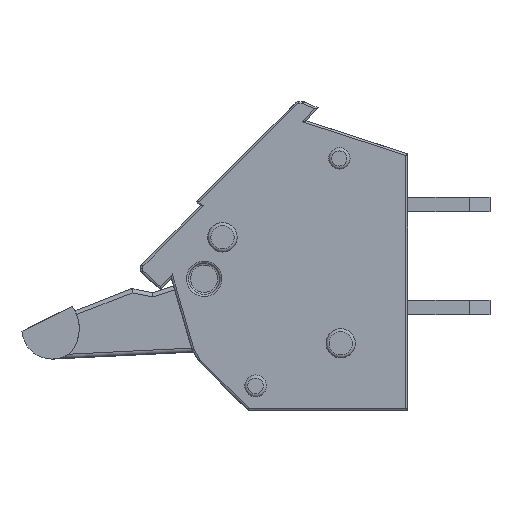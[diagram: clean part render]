
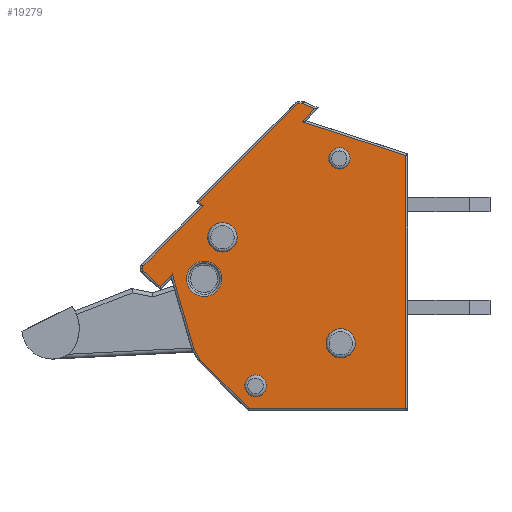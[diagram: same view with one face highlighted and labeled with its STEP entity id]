
A CAD part, left-side view. The second image highlights one B-rep face of the part: STEP entity #19279.
In plain terms, the highlighted planar face has unit normal (-1, 0, 0).
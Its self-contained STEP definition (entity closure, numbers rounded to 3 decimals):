
#120=FACE_BOUND('',#3087,.T.);
#121=FACE_BOUND('',#3088,.T.);
#122=FACE_BOUND('',#3089,.T.);
#123=FACE_BOUND('',#3090,.T.);
#124=FACE_BOUND('',#3091,.T.);
#1937=FACE_OUTER_BOUND('',#3086,.T.);
#3086=EDGE_LOOP('',(#17224,#17225,#17226,#17227,#17228,#17229,#17230,#17231,
#17232,#17233,#17234,#17235,#17236,#17237,#17238,#17239,#17240,#17241,#17242));
#3087=EDGE_LOOP('',(#17243));
#3088=EDGE_LOOP('',(#17244));
#3089=EDGE_LOOP('',(#17245));
#3090=EDGE_LOOP('',(#17246));
#3091=EDGE_LOOP('',(#17247));
#5140=LINE('',#32240,#7199);
#5141=LINE('',#32244,#7200);
#5142=LINE('',#32248,#7201);
#5143=LINE('',#32250,#7202);
#5144=LINE('',#32252,#7203);
#5145=LINE('',#32256,#7204);
#5146=LINE('',#32260,#7205);
#5147=LINE('',#32262,#7206);
#5148=LINE('',#32264,#7207);
#5149=LINE('',#32266,#7208);
#5150=LINE('',#32268,#7209);
#5151=LINE('',#32270,#7210);
#5152=LINE('',#32272,#7211);
#5153=LINE('',#32274,#7212);
#5154=LINE('',#32275,#7213);
#7199=VECTOR('',#26449,10.);
#7200=VECTOR('',#26452,10.);
#7201=VECTOR('',#26455,10.);
#7202=VECTOR('',#26456,10.);
#7203=VECTOR('',#26457,10.);
#7204=VECTOR('',#26460,10.);
#7205=VECTOR('',#26463,10.);
#7206=VECTOR('',#26464,10.);
#7207=VECTOR('',#26465,10.);
#7208=VECTOR('',#26466,10.);
#7209=VECTOR('',#26467,10.);
#7210=VECTOR('',#26468,10.);
#7211=VECTOR('',#26469,10.);
#7212=VECTOR('',#26470,10.);
#7213=VECTOR('',#26471,10.);
#7586=CIRCLE('',#21039,0.861);
#7590=CIRCLE('',#21045,0.15);
#7591=CIRCLE('',#21046,0.15);
#7592=CIRCLE('',#21047,0.15);
#7593=CIRCLE('',#21048,0.15);
#7594=CIRCLE('',#21049,0.715);
#7595=CIRCLE('',#21050,0.531);
#7596=CIRCLE('',#21051,0.518);
#7597=CIRCLE('',#21052,0.71);
#9241=VERTEX_POINT('',#32228);
#9244=VERTEX_POINT('',#32238);
#9245=VERTEX_POINT('',#32239);
#9246=VERTEX_POINT('',#32241);
#9247=VERTEX_POINT('',#32243);
#9248=VERTEX_POINT('',#32245);
#9249=VERTEX_POINT('',#32247);
#9250=VERTEX_POINT('',#32249);
#9251=VERTEX_POINT('',#32251);
#9252=VERTEX_POINT('',#32253);
#9253=VERTEX_POINT('',#32255);
#9254=VERTEX_POINT('',#32257);
#9255=VERTEX_POINT('',#32259);
#9256=VERTEX_POINT('',#32261);
#9257=VERTEX_POINT('',#32263);
#9258=VERTEX_POINT('',#32265);
#9259=VERTEX_POINT('',#32267);
#9260=VERTEX_POINT('',#32269);
#9261=VERTEX_POINT('',#32271);
#9262=VERTEX_POINT('',#32273);
#9263=VERTEX_POINT('',#32276);
#9264=VERTEX_POINT('',#32278);
#9265=VERTEX_POINT('',#32280);
#9266=VERTEX_POINT('',#32282);
#11910=EDGE_CURVE('',#9241,#9241,#7586,.T.);
#11915=EDGE_CURVE('',#9244,#9245,#5140,.T.);
#11916=EDGE_CURVE('',#9246,#9244,#7590,.T.);
#11917=EDGE_CURVE('',#9247,#9246,#5141,.T.);
#11918=EDGE_CURVE('',#9248,#9247,#7591,.T.);
#11919=EDGE_CURVE('',#9249,#9248,#5142,.T.);
#11920=EDGE_CURVE('',#9250,#9249,#5143,.T.);
#11921=EDGE_CURVE('',#9251,#9250,#5144,.T.);
#11922=EDGE_CURVE('',#9252,#9251,#7592,.T.);
#11923=EDGE_CURVE('',#9253,#9252,#5145,.T.);
#11924=EDGE_CURVE('',#9254,#9253,#7593,.T.);
#11925=EDGE_CURVE('',#9255,#9254,#5146,.T.);
#11926=EDGE_CURVE('',#9256,#9255,#5147,.T.);
#11927=EDGE_CURVE('',#9257,#9256,#5148,.T.);
#11928=EDGE_CURVE('',#9258,#9257,#5149,.T.);
#11929=EDGE_CURVE('',#9259,#9258,#5150,.T.);
#11930=EDGE_CURVE('',#9260,#9259,#5151,.T.);
#11931=EDGE_CURVE('',#9261,#9260,#5152,.T.);
#11932=EDGE_CURVE('',#9262,#9261,#5153,.T.);
#11933=EDGE_CURVE('',#9245,#9262,#5154,.T.);
#11934=EDGE_CURVE('',#9263,#9263,#7594,.T.);
#11935=EDGE_CURVE('',#9264,#9264,#7595,.T.);
#11936=EDGE_CURVE('',#9265,#9265,#7596,.T.);
#11937=EDGE_CURVE('',#9266,#9266,#7597,.T.);
#17224=ORIENTED_EDGE('',*,*,#11915,.F.);
#17225=ORIENTED_EDGE('',*,*,#11916,.F.);
#17226=ORIENTED_EDGE('',*,*,#11917,.F.);
#17227=ORIENTED_EDGE('',*,*,#11918,.F.);
#17228=ORIENTED_EDGE('',*,*,#11919,.F.);
#17229=ORIENTED_EDGE('',*,*,#11920,.F.);
#17230=ORIENTED_EDGE('',*,*,#11921,.F.);
#17231=ORIENTED_EDGE('',*,*,#11922,.F.);
#17232=ORIENTED_EDGE('',*,*,#11923,.F.);
#17233=ORIENTED_EDGE('',*,*,#11924,.F.);
#17234=ORIENTED_EDGE('',*,*,#11925,.F.);
#17235=ORIENTED_EDGE('',*,*,#11926,.F.);
#17236=ORIENTED_EDGE('',*,*,#11927,.F.);
#17237=ORIENTED_EDGE('',*,*,#11928,.F.);
#17238=ORIENTED_EDGE('',*,*,#11929,.F.);
#17239=ORIENTED_EDGE('',*,*,#11930,.F.);
#17240=ORIENTED_EDGE('',*,*,#11931,.F.);
#17241=ORIENTED_EDGE('',*,*,#11932,.F.);
#17242=ORIENTED_EDGE('',*,*,#11933,.F.);
#17243=ORIENTED_EDGE('',*,*,#11934,.T.);
#17244=ORIENTED_EDGE('',*,*,#11935,.T.);
#17245=ORIENTED_EDGE('',*,*,#11936,.T.);
#17246=ORIENTED_EDGE('',*,*,#11937,.T.);
#17247=ORIENTED_EDGE('',*,*,#11910,.F.);
#18195=PLANE('',#21044);
#19279=ADVANCED_FACE('',(#1937,#120,#121,#122,#123,#124),#18195,.T.);
#21039=AXIS2_PLACEMENT_3D('',#32229,#26436,#26437);
#21044=AXIS2_PLACEMENT_3D('',#32237,#26447,#26448);
#21045=AXIS2_PLACEMENT_3D('',#32242,#26450,#26451);
#21046=AXIS2_PLACEMENT_3D('',#32246,#26453,#26454);
#21047=AXIS2_PLACEMENT_3D('',#32254,#26458,#26459);
#21048=AXIS2_PLACEMENT_3D('',#32258,#26461,#26462);
#21049=AXIS2_PLACEMENT_3D('',#32277,#26472,#26473);
#21050=AXIS2_PLACEMENT_3D('',#32279,#26474,#26475);
#21051=AXIS2_PLACEMENT_3D('',#32281,#26476,#26477);
#21052=AXIS2_PLACEMENT_3D('',#32283,#26478,#26479);
#26436=DIRECTION('center_axis',(-1.,0.,0.));
#26437=DIRECTION('ref_axis',(0.,0.,-1.));
#26447=DIRECTION('center_axis',(-1.,0.,0.));
#26448=DIRECTION('ref_axis',(0.,0.,1.));
#26449=DIRECTION('',(0.,-0.924,-0.383));
#26450=DIRECTION('center_axis',(1.,0.,0.));
#26451=DIRECTION('ref_axis',(0.,-0.195,0.981));
#26452=DIRECTION('',(0.,-1.,0.));
#26453=DIRECTION('center_axis',(1.,0.,0.));
#26454=DIRECTION('ref_axis',(0.,0.383,0.924));
#26455=DIRECTION('',(0.,-0.706,0.708));
#26456=DIRECTION('',(0.,0.708,0.706));
#26457=DIRECTION('',(0.,-0.706,0.708));
#26458=DIRECTION('center_axis',(1.,0.,0.));
#26459=DIRECTION('ref_axis',(0.,0.924,0.382));
#26460=DIRECTION('',(0.,0.,1.));
#26461=DIRECTION('center_axis',(1.,0.,0.));
#26462=DIRECTION('ref_axis',(0.,0.915,-0.403));
#26463=DIRECTION('',(0.,0.737,0.676));
#26464=DIRECTION('',(0.,0.676,-0.737));
#26465=DIRECTION('',(0.,0.278,0.96));
#26466=DIRECTION('',(0.,0.504,0.864));
#26467=DIRECTION('',(0.,0.708,0.706));
#26468=DIRECTION('',(0.,1.,0.));
#26469=DIRECTION('',(0.,0.,-1.));
#26470=DIRECTION('',(0.,-0.951,-0.309));
#26471=DIRECTION('',(0.,0.676,-0.737));
#26472=DIRECTION('center_axis',(1.,0.,0.));
#26473=DIRECTION('ref_axis',(0.,0.,-1.));
#26474=DIRECTION('center_axis',(1.,0.,0.));
#26475=DIRECTION('ref_axis',(0.,0.,-1.));
#26476=DIRECTION('center_axis',(1.,0.,0.));
#26477=DIRECTION('ref_axis',(0.,0.,-1.));
#26478=DIRECTION('center_axis',(1.,0.,0.));
#26479=DIRECTION('ref_axis',(0.,0.,-1.));
#32228=CARTESIAN_POINT('',(-3.45,9.882,-0.244));
#32229=CARTESIAN_POINT('Origin',(-3.45,9.882,-1.105));
#32237=CARTESIAN_POINT('Origin',(-3.45,0.252,-1.222));
#32238=CARTESIAN_POINT('',(-3.45,5.062,7.389));
#32239=CARTESIAN_POINT('',(-3.45,4.514,7.161));
#32240=CARTESIAN_POINT('',(-3.45,1.146,5.763));
#32241=CARTESIAN_POINT('',(-3.45,5.119,7.4));
#32242=CARTESIAN_POINT('Origin',(-3.45,5.119,7.25));
#32243=CARTESIAN_POINT('',(-3.45,5.289,7.4));
#32244=CARTESIAN_POINT('',(-3.45,2.686,7.4));
#32245=CARTESIAN_POINT('',(-3.45,5.396,7.356));
#32246=CARTESIAN_POINT('Origin',(-3.45,5.289,7.25));
#32247=CARTESIAN_POINT('',(-3.45,10.113,2.627));
#32248=CARTESIAN_POINT('',(-3.45,6.257,6.492));
#32249=CARTESIAN_POINT('',(-3.45,9.93,2.444));
#32250=CARTESIAN_POINT('',(-3.45,6.715,-0.763));
#32251=CARTESIAN_POINT('',(-3.45,12.856,-0.489));
#32252=CARTESIAN_POINT('',(-3.45,8.468,3.91));
#32253=CARTESIAN_POINT('',(-3.45,12.9,-0.595));
#32254=CARTESIAN_POINT('Origin',(-3.45,12.75,-0.595));
#32255=CARTESIAN_POINT('',(-3.45,12.9,-0.623));
#32256=CARTESIAN_POINT('',(-3.45,12.9,-0.908));
#32257=CARTESIAN_POINT('',(-3.45,12.851,-0.733));
#32258=CARTESIAN_POINT('Origin',(-3.45,12.75,-0.623));
#32259=CARTESIAN_POINT('',(-3.45,12.013,-1.502));
#32260=CARTESIAN_POINT('',(-3.45,9.306,-3.983));
#32261=CARTESIAN_POINT('',(-3.45,11.436,-0.872));
#32262=CARTESIAN_POINT('',(-3.45,9.292,1.467));
#32263=CARTESIAN_POINT('',(-3.45,10.375,-4.532));
#32264=CARTESIAN_POINT('',(-3.45,10.931,-2.614));
#32265=CARTESIAN_POINT('',(-3.45,10.088,-5.023));
#32266=CARTESIAN_POINT('',(-3.45,9.812,-5.495));
#32267=CARTESIAN_POINT('',(-3.45,7.705,-7.4));
#32268=CARTESIAN_POINT('',(-3.45,8.578,-6.53));
#32269=CARTESIAN_POINT('',(-3.45,0.1,-7.4));
#32270=CARTESIAN_POINT('',(-3.45,0.376,-7.4));
#32271=CARTESIAN_POINT('',(-3.45,0.1,4.89));
#32272=CARTESIAN_POINT('',(-3.45,0.1,-4.361));
#32273=CARTESIAN_POINT('',(-3.45,5.104,6.518));
#32274=CARTESIAN_POINT('',(-3.45,-0.765,4.608));
#32275=CARTESIAN_POINT('',(-3.45,5.871,5.681));
#32276=CARTESIAN_POINT('',(-3.45,8.994,1.625));
#32277=CARTESIAN_POINT('Origin',(-3.45,8.994,0.909));
#32278=CARTESIAN_POINT('',(-3.45,7.388,-5.78));
#32279=CARTESIAN_POINT('Origin',(-3.45,7.388,-6.311));
#32280=CARTESIAN_POINT('',(-3.45,3.316,5.256));
#32281=CARTESIAN_POINT('Origin',(-3.45,3.316,4.738));
#32282=CARTESIAN_POINT('',(-3.45,3.252,-3.532));
#32283=CARTESIAN_POINT('Origin',(-3.45,3.252,-4.242));
